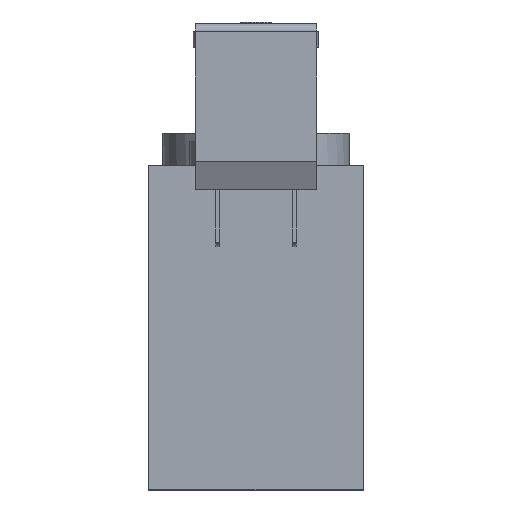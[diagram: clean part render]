
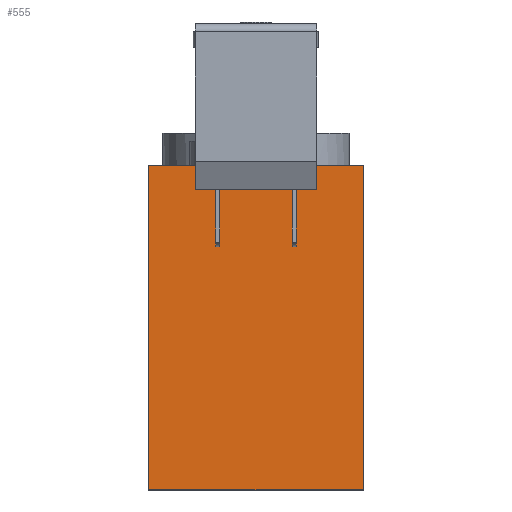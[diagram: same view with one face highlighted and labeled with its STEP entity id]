
A CAD part, left-side view. The second image highlights one B-rep face of the part: STEP entity #555.
In plain terms, the highlighted free-form (B-spline) face has degree [1, 1] with [2, 2] control points.
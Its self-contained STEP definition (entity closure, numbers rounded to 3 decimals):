
#378=CARTESIAN_POINT('',(-61.5,20.5,7.5));
#379=VERTEX_POINT('',#378);
#388=CARTESIAN_POINT('',(-61.5,20.,7.5));
#389=VERTEX_POINT('',#388);
#390=CARTESIAN_POINT('',(-61.5,20.,7.5));
#391=DIRECTION('',(0.0,1.0,0.0));
#392=VECTOR('',#391,0.5);
#393=LINE('',#390,#392);
#394=EDGE_CURVE('',#389,#379,#393,.T.);
#449=CARTESIAN_POINT('',(-61.5,20.5,-7.5));
#450=VERTEX_POINT('',#449);
#458=CARTESIAN_POINT('',(-61.5,20.,-7.5));
#459=VERTEX_POINT('',#458);
#466=CARTESIAN_POINT('',(-61.5,20.,-7.5));
#467=DIRECTION('',(0.0,1.0,0.0));
#468=VECTOR('',#467,0.5);
#469=LINE('',#466,#468);
#470=EDGE_CURVE('',#459,#450,#469,.T.);
#480=CARTESIAN_POINT('',(-61.5,20.5,-7.5));
#481=DIRECTION('',(0.0,0.0,1.0));
#482=VECTOR('',#481,15.0);
#483=LINE('',#480,#482);
#484=EDGE_CURVE('',#450,#379,#483,.T.);
#507=CARTESIAN_POINT('',(-61.5,20.5,13.25));
#508=CARTESIAN_POINT('',(-61.5,20.5,-13.25));
#509=CARTESIAN_POINT('',(-61.5,-20.,13.25));
#510=CARTESIAN_POINT('',(-61.5,-20.,-13.25));
#511=B_SPLINE_SURFACE_WITH_KNOTS('',1,1,((#507,#509),(#508,#510)),.UNSPECIFIED.,.F.,.F.,.U.,(2,2),(2,2),(0.0,26.5),(0.0,40.5),.UNSPECIFIED.);
#512=CARTESIAN_POINT('',(-61.5,20.,13.25));
#513=VERTEX_POINT('',#512);
#514=CARTESIAN_POINT('',(-61.5,20.,13.25));
#515=DIRECTION('',(0.0,0.0,-1.0));
#516=VECTOR('',#515,5.75);
#517=LINE('',#514,#516);
#518=EDGE_CURVE('',#513,#389,#517,.T.);
#519=ORIENTED_EDGE('',*,*,#518,.T.);
#520=ORIENTED_EDGE('',*,*,#394,.T.);
#521=ORIENTED_EDGE('',*,*,#484,.F.);
#522=ORIENTED_EDGE('',*,*,#470,.F.);
#523=CARTESIAN_POINT('',(-61.5,20.,-13.25));
#524=VERTEX_POINT('',#523);
#525=CARTESIAN_POINT('',(-61.5,20.,-7.5));
#526=DIRECTION('',(0.0,0.0,-1.0));
#527=VECTOR('',#526,5.75);
#528=LINE('',#525,#527);
#529=EDGE_CURVE('',#459,#524,#528,.T.);
#530=ORIENTED_EDGE('',*,*,#529,.T.);
#531=CARTESIAN_POINT('',(-61.5,-20.,-13.25));
#532=VERTEX_POINT('',#531);
#533=CARTESIAN_POINT('',(-61.5,20.,-13.25));
#534=DIRECTION('',(0.0,-1.0,0.0));
#535=VECTOR('',#534,40.);
#536=LINE('',#533,#535);
#537=EDGE_CURVE('',#524,#532,#536,.T.);
#538=ORIENTED_EDGE('',*,*,#537,.T.);
#539=CARTESIAN_POINT('',(-61.5,-20.,13.25));
#540=VERTEX_POINT('',#539);
#541=CARTESIAN_POINT('',(-61.5,-20.,-13.25));
#542=DIRECTION('',(0.0,0.0,1.0));
#543=VECTOR('',#542,26.5);
#544=LINE('',#541,#543);
#545=EDGE_CURVE('',#532,#540,#544,.T.);
#546=ORIENTED_EDGE('',*,*,#545,.T.);
#547=CARTESIAN_POINT('',(-61.5,-20.,13.25));
#548=DIRECTION('',(0.0,1.0,0.0));
#549=VECTOR('',#548,40.);
#550=LINE('',#547,#549);
#551=EDGE_CURVE('',#540,#513,#550,.T.);
#552=ORIENTED_EDGE('',*,*,#551,.T.);
#553=EDGE_LOOP('',(#519,#520,#521,#522,#530,#538,#546,#552));
#554=FACE_OUTER_BOUND('',#553,.T.);
#555=ADVANCED_FACE('',(#554),#511,.T.);
